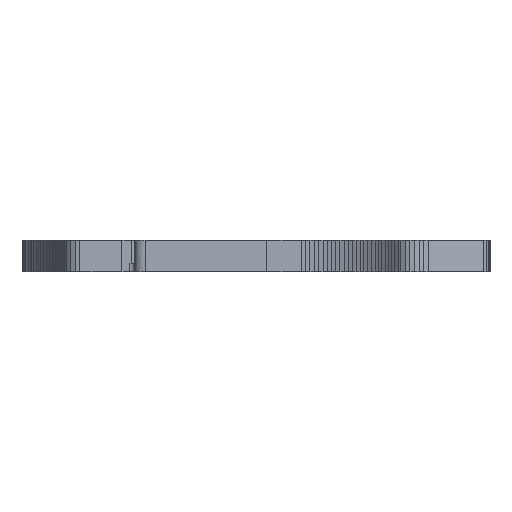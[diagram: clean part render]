
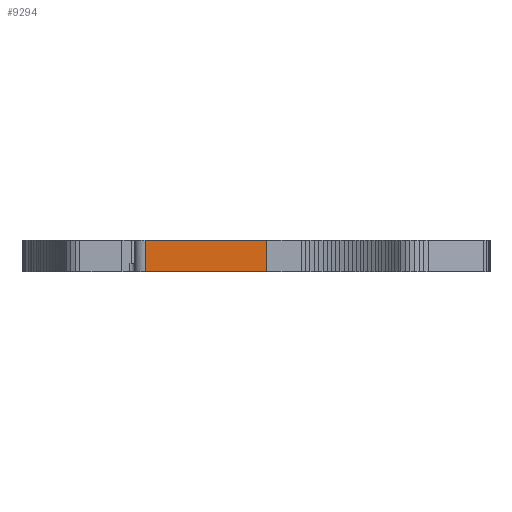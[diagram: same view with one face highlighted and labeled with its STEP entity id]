
A CAD part, left-side view. The second image highlights one B-rep face of the part: STEP entity #9294.
In plain terms, the highlighted planar face has unit normal (-1, 0, 0).
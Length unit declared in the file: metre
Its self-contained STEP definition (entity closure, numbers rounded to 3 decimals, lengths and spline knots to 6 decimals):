
#55=LINE('',#12841,#1388);
#724=LINE('',#14210,#2057);
#949=LINE('',#14726,#2282);
#1388=VECTOR('',#10279,1.);
#2057=VECTOR('',#10984,1.);
#2282=VECTOR('',#11215,1.);
#2727=PLANE('',#9794);
#4130=ORIENTED_EDGE('',*,*,#5950,.T.);
#4131=ORIENTED_EDGE('',*,*,#5939,.T.);
#4132=ORIENTED_EDGE('',*,*,#6634,.F.);
#4133=ORIENTED_EDGE('',*,*,#6863,.T.);
#5939=EDGE_CURVE('',#7319,#7318,#8247,.T.);
#5950=EDGE_CURVE('',#7329,#7319,#55,.T.);
#6634=EDGE_CURVE('',#8007,#7318,#724,.T.);
#6863=EDGE_CURVE('',#8007,#7329,#949,.T.);
#7318=VERTEX_POINT('',#12681);
#7319=VERTEX_POINT('',#12686);
#7329=VERTEX_POINT('',#12842);
#8007=VERTEX_POINT('',#14211);
#8247=B_SPLINE_CURVE_WITH_KNOTS('',3,(#12682,#12683,#12684,#12685),
 .UNSPECIFIED.,.F.,.F.,(4,4),(0.,1.),.UNSPECIFIED.);
#8288=EDGE_LOOP('',(#4130,#4131,#4132,#4133));
#8796=FACE_BOUND('',#8288,.T.);
#9294=ADVANCED_FACE('',(#8796),#2727,.F.);
#9794=AXIS2_PLACEMENT_3D('',#14725,#11213,#11214);
#10279=DIRECTION('',(0.,1.,0.));
#10984=DIRECTION('',(0.,1.,0.));
#11213=DIRECTION('',(1.,0.,0.));
#11214=DIRECTION('',(0.,1.,0.));
#11215=DIRECTION('',(0.,0.,1.));
#12681=CARTESIAN_POINT('',(0.212715,-0.137818,0.));
#12682=CARTESIAN_POINT('',(0.212715,-0.137818,0.0075));
#12683=CARTESIAN_POINT('',(0.212715,-0.137818,0.005));
#12684=CARTESIAN_POINT('',(0.212715,-0.137818,0.0025));
#12685=CARTESIAN_POINT('',(0.212715,-0.137818,0.));
#12686=CARTESIAN_POINT('',(0.212715,-0.137818,0.0075));
#12841=CARTESIAN_POINT('',(0.212714,-0.151995,0.0075));
#12842=CARTESIAN_POINT('',(0.212714,-0.166471,0.0075));
#14210=CARTESIAN_POINT('',(0.212714,-0.151995,0.));
#14211=CARTESIAN_POINT('',(0.212714,-0.166471,0.));
#14725=CARTESIAN_POINT('',(0.212714,-0.151995,0.));
#14726=CARTESIAN_POINT('',(0.212714,-0.166471,0.));
